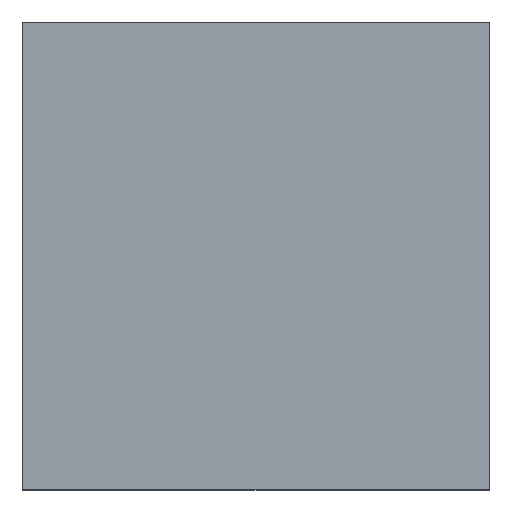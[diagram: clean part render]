
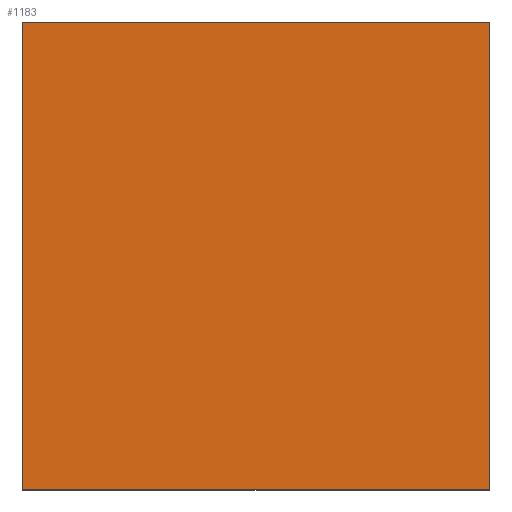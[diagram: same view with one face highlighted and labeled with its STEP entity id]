
A CAD part, top view. The second image highlights one B-rep face of the part: STEP entity #1183.
In plain terms, the highlighted planar face has unit normal (0, 0, 1).
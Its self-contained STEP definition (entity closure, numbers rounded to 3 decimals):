
#95=FACE_OUTER_BOUND('',#163,.T.);
#163=EDGE_LOOP('',(#1041,#1042,#1043,#1044));
#311=LINE('',#1878,#467);
#314=LINE('',#1884,#470);
#317=LINE('',#1890,#473);
#320=LINE('',#1894,#476);
#467=VECTOR('',#1548,10.);
#470=VECTOR('',#1553,10.);
#473=VECTOR('',#1558,10.);
#476=VECTOR('',#1563,10.);
#575=VERTEX_POINT('',#1875);
#576=VERTEX_POINT('',#1877);
#578=VERTEX_POINT('',#1883);
#580=VERTEX_POINT('',#1889);
#727=EDGE_CURVE('',#576,#575,#311,.T.);
#730=EDGE_CURVE('',#578,#576,#314,.T.);
#733=EDGE_CURVE('',#580,#578,#317,.T.);
#736=EDGE_CURVE('',#575,#580,#320,.T.);
#1041=ORIENTED_EDGE('',*,*,#736,.T.);
#1042=ORIENTED_EDGE('',*,*,#733,.T.);
#1043=ORIENTED_EDGE('',*,*,#730,.T.);
#1044=ORIENTED_EDGE('',*,*,#727,.T.);
#1115=PLANE('',#1272);
#1183=ADVANCED_FACE('',(#95),#1115,.T.);
#1272=AXIS2_PLACEMENT_3D('',#1895,#1564,#1565);
#1548=DIRECTION('',(0.,-1.,0.));
#1553=DIRECTION('',(-1.,0.,0.));
#1558=DIRECTION('',(0.,1.,0.));
#1563=DIRECTION('',(1.,0.,0.));
#1564=DIRECTION('center_axis',(0.,0.,1.));
#1565=DIRECTION('ref_axis',(1.,0.,0.));
#1875=CARTESIAN_POINT('',(0.,0.,0.65));
#1877=CARTESIAN_POINT('',(0.,2.,0.65));
#1878=CARTESIAN_POINT('',(0.,0.,0.65));
#1883=CARTESIAN_POINT('',(2.,2.,0.65));
#1884=CARTESIAN_POINT('',(0.,2.,0.65));
#1889=CARTESIAN_POINT('',(2.,0.,0.65));
#1890=CARTESIAN_POINT('',(2.,2.,0.65));
#1894=CARTESIAN_POINT('',(2.,0.,0.65));
#1895=CARTESIAN_POINT('Origin',(1.,1.,0.65));
